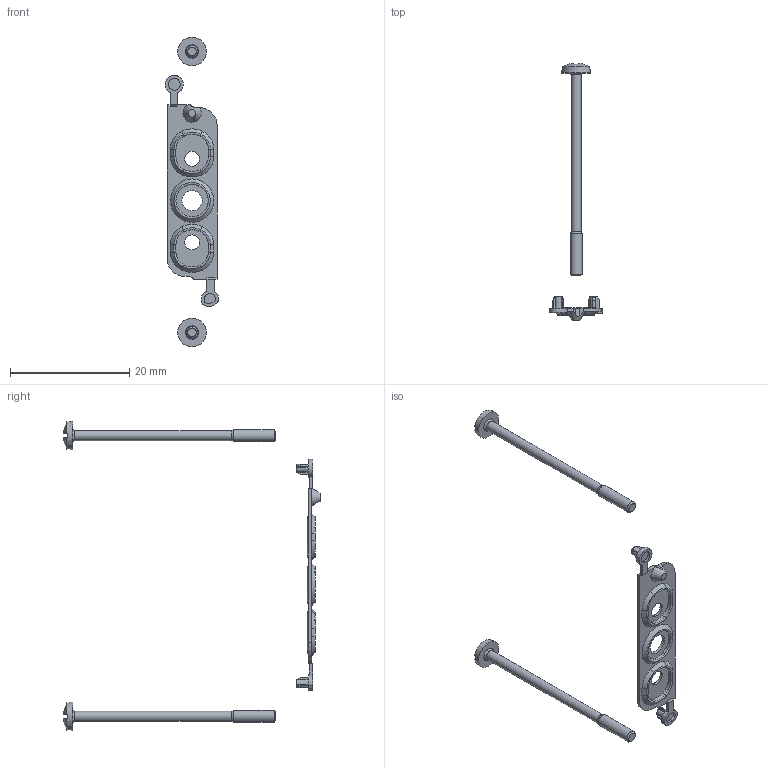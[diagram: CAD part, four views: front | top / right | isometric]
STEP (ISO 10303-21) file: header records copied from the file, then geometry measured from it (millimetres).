
FILE_DESCRIPTION(/* description */ ('STEP AP214'),/* implementation_level */ '2;1');
FILE_NAME(/* name */ '566670_VABD-L1-10AX-S-M3',/* time_stamp */ '2024-09-15T17:22:06+02:00',/* author */ ('License CC BY-ND 4.0'),/* organization */ ('CADENAS'),/* preprocessor_version */ 'ST-DEVELOPER v19.3',/* originating_system */ 'PARTsolutions',/* authorisation */ ' ');
FILE_SCHEMA (('AUTOMOTIVE_DESIGN {1 0 10303 214 3 1 1}'));
Length unit declared in the file: millimetre
Products named in the file (3): 566670 VABD-L1-10AX-S-M3; 1301416 VABD-L1-10AX-S-M3---(DR); 8086666 M2X34-10.9-Z
Assembly tree (3 placements, depth 2):
  566670 VABD-L1-10AX-S-M3
    1301416 VABD-L1-10AX-S-M3---(DR)
    8086666 M2X34-10.9-Z  x2
Bounding box: 8.97 x 43.12 x 51.9 mm (x, y, z)
Volume: 370.6 mm3; surface area: 1120.3 mm2
Topology: 3 solids, 3 shells, 209 faces, 515 edges, 324 vertices
Faces by surface type: plane 93, cylinder 56, cone 28, torus 28, sphere 4
Full cylindrical faces by diameter (mm): 1.69 x2, 2 x3, 2.5 x2, 3 x1, 3.4 x1, 5.4 x1
Entity records: 5480 total; most frequent: CARTESIAN_POINT 1001, DIRECTION 984, ORIENTED_EDGE 868, EDGE_CURVE 434, AXIS2_PLACEMENT_3D 393, VERTEX_POINT 283, EDGE_LOOP 219, FACE_BOUND 219
